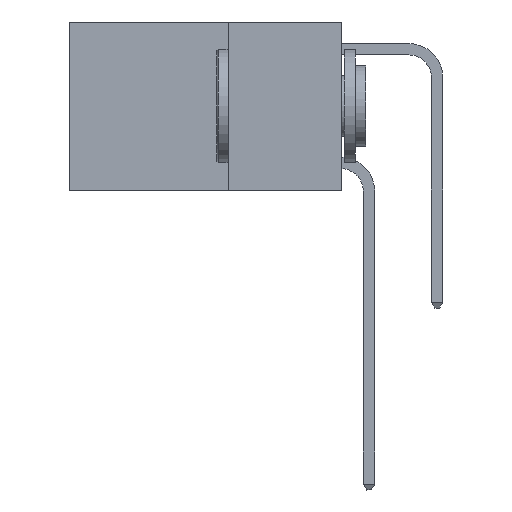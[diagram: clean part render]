
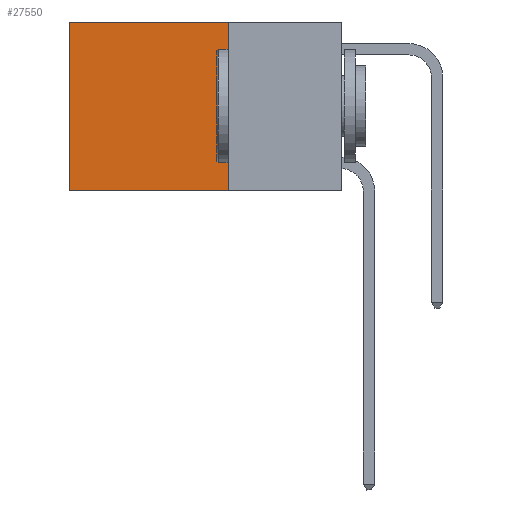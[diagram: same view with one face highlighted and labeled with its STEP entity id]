
A CAD part, left-side view. The second image highlights one B-rep face of the part: STEP entity #27550.
In plain terms, the highlighted planar face has unit normal (-1, 0, 0).
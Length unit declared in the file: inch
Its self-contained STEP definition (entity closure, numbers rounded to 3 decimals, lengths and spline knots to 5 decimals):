
#359 = CARTESIAN_POINT ( 'NONE',  ( 0.2625, 0.6, 0. ) ) ;
#1619 = VERTEX_POINT ( 'NONE', #3305 ) ;
#1769 = DIRECTION ( 'NONE',  ( 0., 1., 0. ) ) ;
#2069 = PLANE ( 'NONE',  #13537 ) ;
#3305 = CARTESIAN_POINT ( 'NONE',  ( 0.2625, 0.6, -0.37 ) ) ;
#3343 = VECTOR ( 'NONE', #1769, 39.37008 ) ;
#3859 = CARTESIAN_POINT ( 'NONE',  ( 0.2625, 0.25, -0.37 ) ) ;
#4195 = CARTESIAN_POINT ( 'NONE',  ( 0.2625, 0.25, 0. ) ) ;
#4663 = VERTEX_POINT ( 'NONE', #4195 ) ;
#4758 = CARTESIAN_POINT ( 'NONE',  ( 0.2625, 0.25, 0. ) ) ;
#6471 = DIRECTION ( 'NONE',  ( 0., 0., -1. ) ) ;
#6584 = CARTESIAN_POINT ( 'NONE',  ( 0.2625, 0.6, 0. ) ) ;
#8006 = LINE ( 'NONE', #20752, #13682 ) ;
#9014 = ORIENTED_EDGE ( 'NONE', *, *, #14489, .T. ) ;
#9489 = VERTEX_POINT ( 'NONE', #359 ) ;
#10403 = CARTESIAN_POINT ( 'NONE',  ( 0.2625, 0.25, -0.37 ) ) ;
#10646 = EDGE_CURVE ( 'NONE', #4663, #15606, #20712, .T. ) ;
#12340 = EDGE_CURVE ( 'NONE', #4663, #9489, #8006, .T. ) ;
#13537 = AXIS2_PLACEMENT_3D ( 'NONE', #17080, #19184, #6471 ) ;
#13598 = FACE_OUTER_BOUND ( 'NONE', #15851, .T. ) ;
#13682 = VECTOR ( 'NONE', #14499, 39.37008 ) ;
#14489 = EDGE_CURVE ( 'NONE', #9489, #1619, #14507, .T. ) ;
#14499 = DIRECTION ( 'NONE',  ( 0., 1., 0. ) ) ;
#14507 = LINE ( 'NONE', #6584, #20085 ) ;
#15160 = DIRECTION ( 'NONE',  ( 0., 0., -1. ) ) ;
#15309 = ORIENTED_EDGE ( 'NONE', *, *, #20767, .F. ) ;
#15606 = VERTEX_POINT ( 'NONE', #3859 ) ;
#15851 = EDGE_LOOP ( 'NONE', ( #9014, #15309, #20920, #27294 ) ) ;
#17080 = CARTESIAN_POINT ( 'NONE',  ( 0.2625, 0.25, 0. ) ) ;
#19184 = DIRECTION ( 'NONE',  ( 1., 0., 0. ) ) ;
#19623 = DIRECTION ( 'NONE',  ( 0., 0., -1. ) ) ;
#20085 = VECTOR ( 'NONE', #15160, 39.37008 ) ;
#20342 = LINE ( 'NONE', #10403, #3343 ) ;
#20712 = LINE ( 'NONE', #4758, #26414 ) ;
#20752 = CARTESIAN_POINT ( 'NONE',  ( 0.2625, 0.25, 0. ) ) ;
#20767 = EDGE_CURVE ( 'NONE', #15606, #1619, #20342, .T. ) ;
#20920 = ORIENTED_EDGE ( 'NONE', *, *, #10646, .F. ) ;
#26414 = VECTOR ( 'NONE', #19623, 39.37008 ) ;
#27294 = ORIENTED_EDGE ( 'NONE', *, *, #12340, .T. ) ;
#27550 = ADVANCED_FACE ( 'NONE', ( #13598 ), #2069, .F. ) ;
